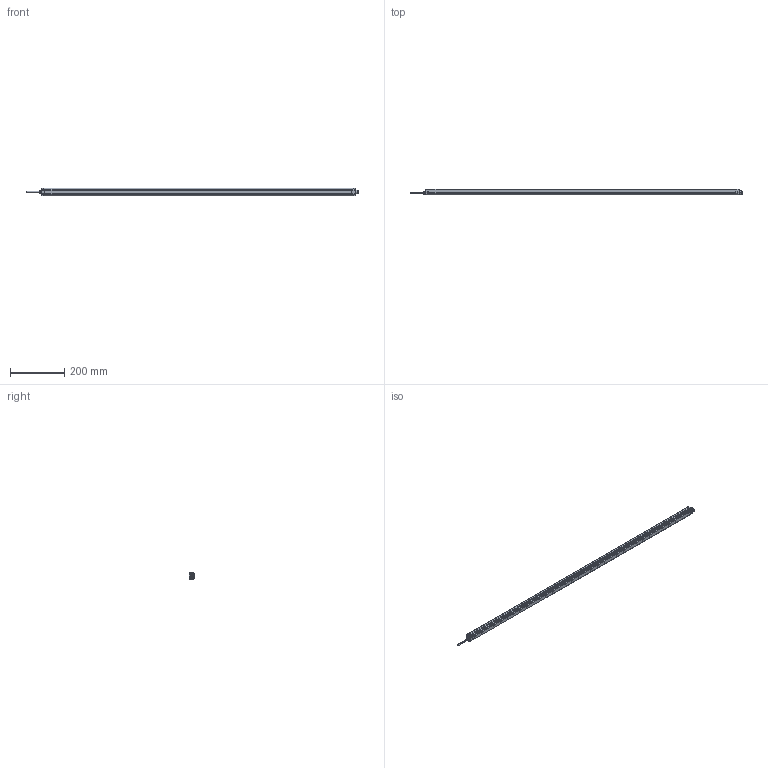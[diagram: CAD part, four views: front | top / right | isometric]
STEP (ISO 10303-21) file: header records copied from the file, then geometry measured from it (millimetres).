
FILE_DESCRIPTION((''),'2;1');
FILE_NAME('157916_SW','2012-12-12T',('banengservice'),('BANNER ENGINEERING'),'PRO/ENGINEER BY PARAMETRIC TECHNOLOGY CORPORATION, 2009141','PRO/ENGINEER BY PARAMETRIC TECHNOLOGY CORPORATION, 2009141','');
FILE_SCHEMA(('CONFIG_CONTROL_DESIGN'));
Length unit declared in the file: inch
Products named in the file (1): 157916_SW
Bounding box: 1224.5 x 20.99 x 28 mm (x, y, z)
Volume: 263421.6 mm3; surface area: 282615.7 mm2
Topology: 2 solids, 2 shells, 902 faces, 2425 edges, 1487 vertices
Faces by surface type: plane 289, cylinder 261, cone 153, bspline 102, torus 79, sphere 18
Entity records: 41182 total; most frequent: CARTESIAN_POINT 18818, ORIENTED_EDGE 4834, DIRECTION 4654, EDGE_CURVE 2417, AXIS2_PLACEMENT_3D 1773, VERTEX_POINT 1487, VECTOR 1108, LINE 1108
